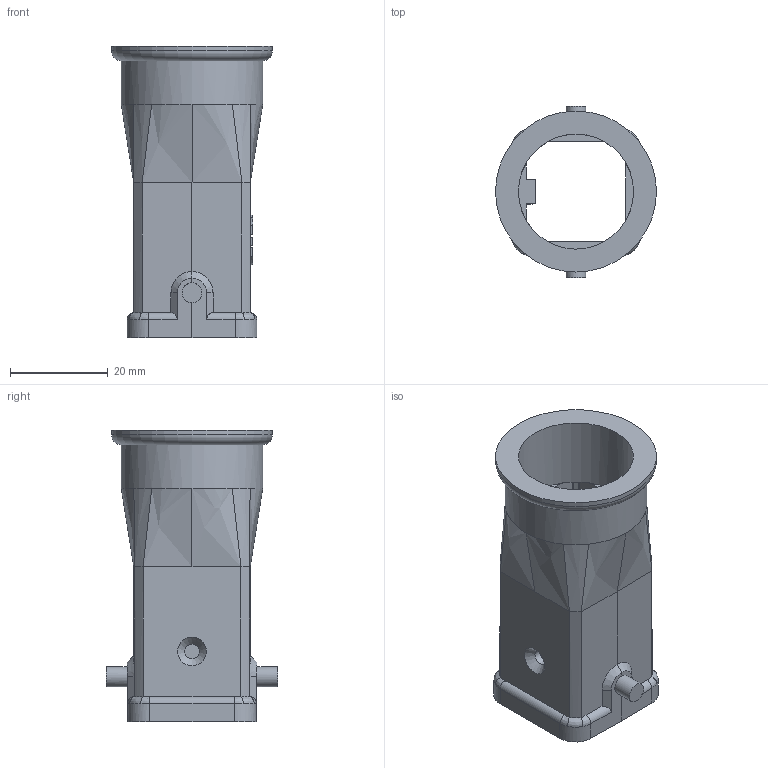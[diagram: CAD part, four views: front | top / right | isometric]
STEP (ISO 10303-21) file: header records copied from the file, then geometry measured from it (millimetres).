
FILE_DESCRIPTION(/* description */ (''),/* implementation_level */ '2;1');
FILE_NAME(/* name */ '100609681ugm000_b.stp',/* time_stamp */ '2020-03-03T11:01:51+01:00',/* author */ (''),/* organization */ (''),/* preprocessor_version */ 'ST-DEVELOPER v16.7',/* originating_system */ 'SIEMENS PLM Software NX 12.0',/* authorisation */ '');
FILE_SCHEMA (('AUTOMOTIVE_DESIGN { 1 0 10303 214 3 1 1 1 }'));
Length unit declared in the file: millimetre
Products named in the file (1): 100609681ugm000_b
Bounding box: 33 x 35.1 x 59.85 mm (x, y, z)
Volume: 10233.4 mm3; surface area: 11543.9 mm2
Topology: 1 solids, 1 shells, 231 faces, 583 edges, 371 vertices
Faces by surface type: plane 136, cylinder 46, bspline 24, cone 18, torus 5, extrusion 2
Full cylindrical faces by diameter (mm): 1.1 x1, 1.3 x1, 3.05 x1, 4.1 x2, 23.6 x1, 29 x1, 33 x1
Entity records: 7981 total; most frequent: CARTESIAN_POINT 1924, ORIENTED_EDGE 1136, DIRECTION 1015, EDGE_CURVE 568, VECTOR 381, LINE 379, VERTEX_POINT 365, AXIS2_PLACEMENT_3D 317
